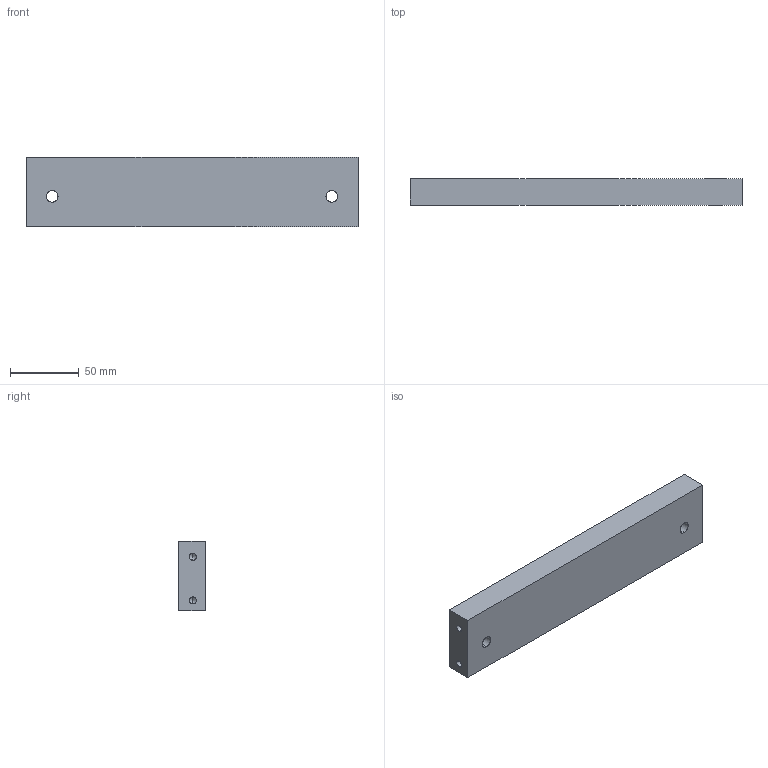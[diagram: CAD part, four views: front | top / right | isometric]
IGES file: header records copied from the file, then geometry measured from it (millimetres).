
Start section: SolidWorks IGES file using analytic representation for surfaces
Global section: file name: D1200588-v1_ITM Elliptical_Suspention Lift Stand, End Block Support.IGS; native system: SolidWorks 2012; preprocessor: SolidWorks 2012; author: tnguyen; date: 121016.145715; units: inch
Bounding box: 241.3 x 19.05 x 50.8 mm (x, y, z)
Surface area: 38294.2 mm2 (no closed solid volume)
Topology: 0 solids, 0 shells, 42 faces, 664 edges, 656 vertices
Faces by surface type: revolution 32, bspline 10
